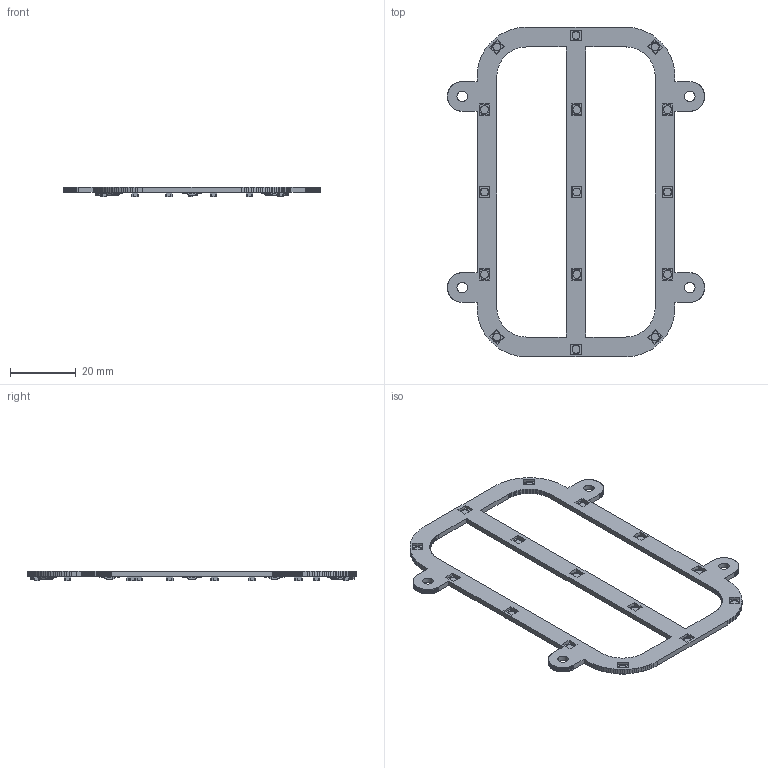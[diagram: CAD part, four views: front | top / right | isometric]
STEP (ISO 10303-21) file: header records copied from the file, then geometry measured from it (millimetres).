
FILE_DESCRIPTION(('KiCad electronic assembly'),'2;1');
FILE_NAME('ForgedInFlux V1 LEDModule.step','2024-03-14T15:58:50',( 'Pcbnew'),('Kicad'),'Open CASCADE STEP processor 7.7', 'KiCad to STEP converter','Unknown');
FILE_SCHEMA(('AUTOMOTIVE_DESIGN { 1 0 10303 214 1 1 1 1 }'));
Length unit declared in the file: millimetre
Products named in the file (7): ForgedInFlux V1 LEDModule 1; C_0805_2012Metric; SK6812MINI-E v1; Pins; Body; ForgedInFlux V1 LEDModule_PCB
Assembly tree (34 placements, depth 3):
  ForgedInFlux V1 LEDModule 1
    C_0805_2012Metric  x15
      C_0805_2012Metric
    SK6812MINI-E v1  x15
      Pins
      Body
    ForgedInFlux V1 LEDModule_PCB
Bounding box: 78 x 100 x 2.9 mm (x, y, z)
Volume: 3900.4 mm3; surface area: 7165.2 mm2
Topology: 91 solids, 91 shells, 1899 faces, 6411 edges, 9374 vertices
Faces by surface type: plane 1625, cylinder 274
Full cylindrical faces by diameter (mm): 1 x15, 2.4 x15, 3.2 x4
Entity records: 23745 total; most frequent: CARTESIAN_POINT 4531, ORIENTED_EDGE 3966, DIRECTION 3561, LINE 2041, VECTOR 2041, EDGE_CURVE 1983, VERTEX_POINT 1322, AXIS2_PLACEMENT_3D 760
